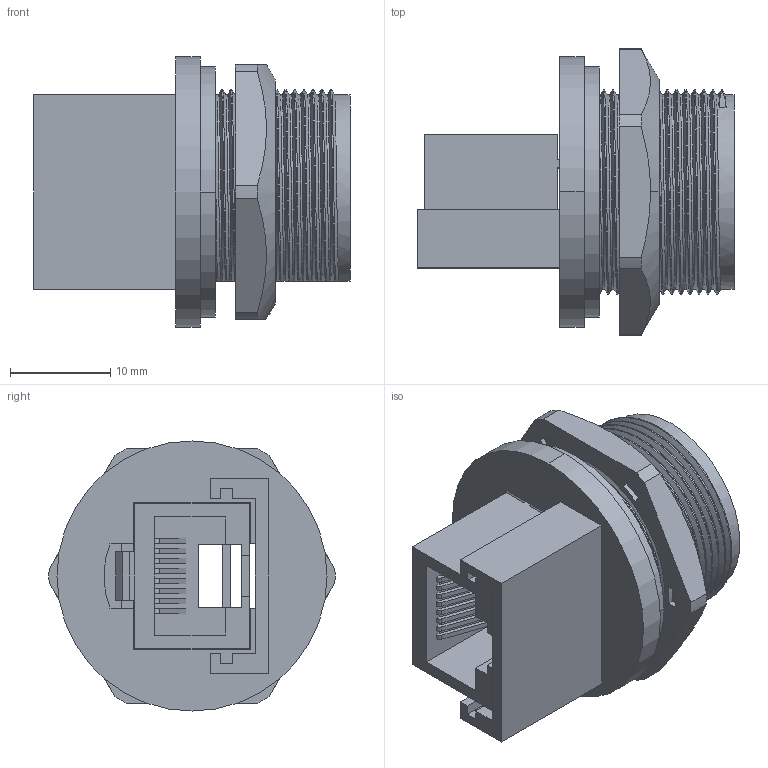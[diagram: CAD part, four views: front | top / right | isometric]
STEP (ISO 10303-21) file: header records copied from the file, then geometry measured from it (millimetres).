
FILE_DESCRIPTION(/* description */ (''),/* implementation_level */ '2;1');
FILE_NAME(/* name */ 'RJ45-F-S--S-180.stp',/* time_stamp */ '2023-04-27T16:11:37+08:00',/* author */ (''),/* organization */ (''),/* preprocessor_version */ 'ST-DEVELOPER v16.7',/* originating_system */ 'SIEMENS PLM Software NX 1847',/* authorisation */ '');
FILE_SCHEMA (('AUTOMOTIVE_DESIGN { 1 0 10303 214 3 1 1 1 }'));
Length unit declared in the file: millimetre
Products named in the file (5): RJ45双网口插头; E13-B01; RJ45-D1; RJ45 板后插座 尾部带卡槽; RJ45-F-S--S-180
Assembly tree (4 placements, depth 2):
  RJ45-F-S--S-180
    RJ45 板后插座 尾部带卡槽
    RJ45-D1
    E13-B01
    RJ45双网口插头
Bounding box: 31.6 x 28.6 x 27 mm (x, y, z)
Volume: 6811.2 mm3; surface area: 9388.1 mm2
Topology: 4 solids, 4 shells, 353 faces, 1024 edges, 678 vertices
Faces by surface type: plane 205, cylinder 81, bspline 63, cone 4
Entity records: 29773 total; most frequent: CARTESIAN_POINT 20703, ORIENTED_EDGE 2048, DIRECTION 1544, EDGE_CURVE 1024, LINE 708, VECTOR 708, VERTEX_POINT 678, AXIS2_PLACEMENT_3D 418
